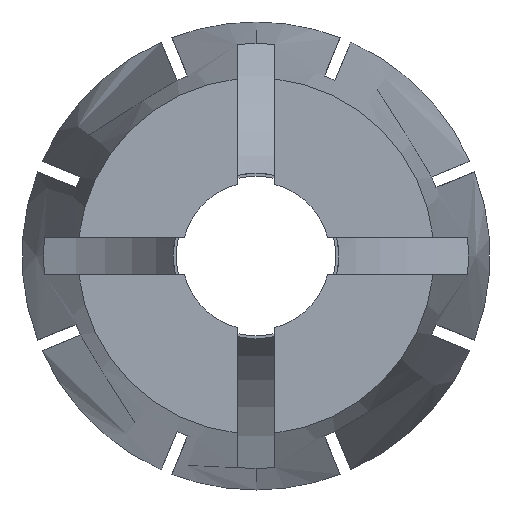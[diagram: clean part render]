
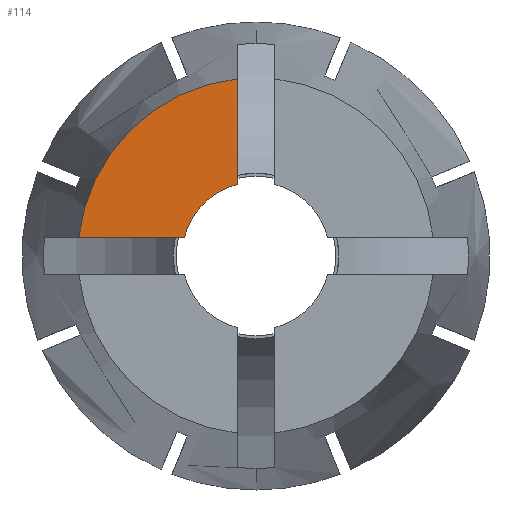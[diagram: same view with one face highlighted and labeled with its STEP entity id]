
A CAD part, left-side view. The second image highlights one B-rep face of the part: STEP entity #114.
In plain terms, the highlighted planar face has unit normal (-1, 0, 0).
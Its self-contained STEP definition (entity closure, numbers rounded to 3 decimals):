
#114 = ADVANCED_FACE ( 'NONE', ( #3225 ), #2280, .T. ) ;
#265 = CIRCLE ( 'NONE', #2468, 6.485 ) ;
#279 = CARTESIAN_POINT ( 'NONE',  ( -46., 6.272, 1.65 ) ) ;
#334 = VECTOR ( 'NONE', #416, 1000. ) ;
#416 = DIRECTION ( 'NONE',  ( 0., 0., 1. ) ) ;
#427 = CARTESIAN_POINT ( 'NONE',  ( -46., 15.508, 1.65 ) ) ;
#451 = LINE ( 'NONE', #661, #334 ) ;
#594 = CARTESIAN_POINT ( 'NONE',  ( -46., -15.595, 1.65 ) ) ;
#610 = LINE ( 'NONE', #594, #1407 ) ;
#661 = CARTESIAN_POINT ( 'NONE',  ( -46., 1.65, 0. ) ) ;
#816 = ORIENTED_EDGE ( 'NONE', *, *, #1661, .T. ) ;
#935 = VERTEX_POINT ( 'NONE', #279 ) ;
#1006 = CARTESIAN_POINT ( 'NONE',  ( -46., 0., 0. ) ) ;
#1026 = CARTESIAN_POINT ( 'NONE',  ( -46., 0., 0. ) ) ;
#1050 = DIRECTION ( 'NONE',  ( 1., 0., 0. ) ) ;
#1053 = DIRECTION ( 'NONE',  ( 0., 0., -1. ) ) ;
#1092 = ORIENTED_EDGE ( 'NONE', *, *, #1494, .T. ) ;
#1221 = EDGE_CURVE ( 'NONE', #3746, #4022, #1837, .T. ) ;
#1407 = VECTOR ( 'NONE', #3740, 1000. ) ;
#1494 = EDGE_CURVE ( 'NONE', #2639, #4022, #451, .T. ) ;
#1661 = EDGE_CURVE ( 'NONE', #935, #2639, #265, .T. ) ;
#1766 = ORIENTED_EDGE ( 'NONE', *, *, #2683, .F. ) ;
#1837 = CIRCLE ( 'NONE', #3149, 15.595 ) ;
#2161 = ORIENTED_EDGE ( 'NONE', *, *, #1221, .F. ) ;
#2222 = CARTESIAN_POINT ( 'NONE',  ( -46., 1.65, 6.272 ) ) ;
#2246 = CARTESIAN_POINT ( 'NONE',  ( -46., -15.595, 0. ) ) ;
#2280 = PLANE ( 'NONE',  #2559 ) ;
#2291 = DIRECTION ( 'NONE',  ( -1., 0., 0. ) ) ;
#2292 = DIRECTION ( 'NONE',  ( 0., 0., 1. ) ) ;
#2468 = AXIS2_PLACEMENT_3D ( 'NONE', #1006, #3439, #2512 ) ;
#2512 = DIRECTION ( 'NONE',  ( 0., 0., -1. ) ) ;
#2559 = AXIS2_PLACEMENT_3D ( 'NONE', #2246, #2291, #2292 ) ;
#2639 = VERTEX_POINT ( 'NONE', #2222 ) ;
#2683 = EDGE_CURVE ( 'NONE', #935, #3746, #610, .T. ) ;
#2821 = CARTESIAN_POINT ( 'NONE',  ( -46., 1.65, 15.508 ) ) ;
#3149 = AXIS2_PLACEMENT_3D ( 'NONE', #1026, #1050, #1053 ) ;
#3225 = FACE_OUTER_BOUND ( 'NONE', #3853, .T. ) ;
#3439 = DIRECTION ( 'NONE',  ( 1., 0., 0. ) ) ;
#3740 = DIRECTION ( 'NONE',  ( 0., 1., 0. ) ) ;
#3746 = VERTEX_POINT ( 'NONE', #427 ) ;
#3853 = EDGE_LOOP ( 'NONE', ( #816, #1092, #2161, #1766 ) ) ;
#4022 = VERTEX_POINT ( 'NONE', #2821 ) ;
